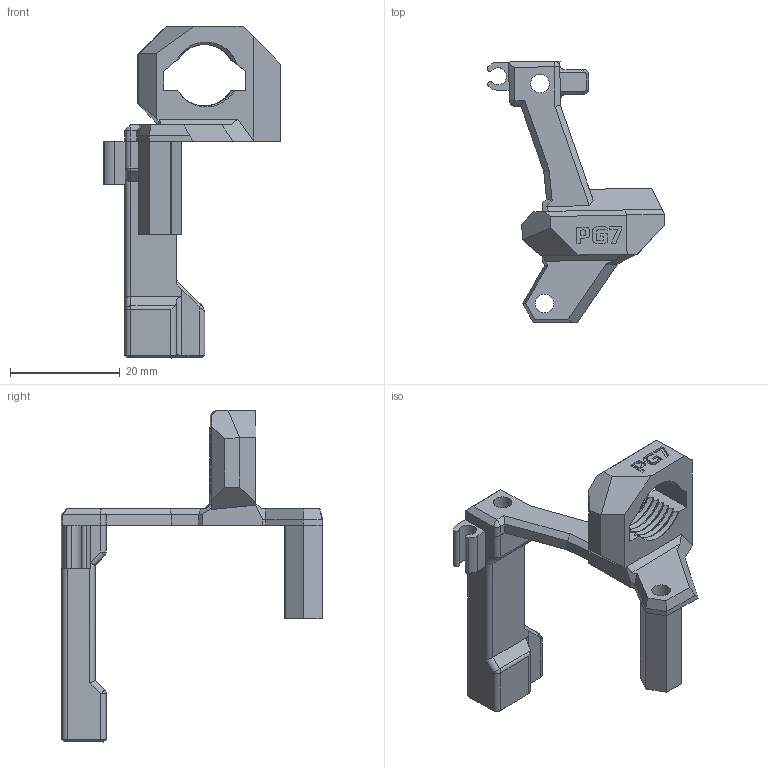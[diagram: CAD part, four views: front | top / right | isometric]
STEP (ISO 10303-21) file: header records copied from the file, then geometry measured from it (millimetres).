
FILE_DESCRIPTION(/* description */ (''),/* implementation_level */ '2;1');
FILE_NAME(/* name */ 'PG7_umbilical.step',/* time_stamp */ '2023-09-13T17:22:49-07:00',/* author */ (''),/* organization */ (''),/* preprocessor_version */ 'ST-DEVELOPER v20',/* originating_system */ 'Autodesk Translation Framework v12.9.0.99',/* authorisation */ '');
FILE_SCHEMA (('AUTOMOTIVE_DESIGN { 1 0 10303 214 3 1 1 }'));
Length unit declared in the file: millimetre
Products named in the file (4): FusionComponent; printed_spacer (1); top_spacer (1); Component4
Assembly tree (3 placements, depth 2):
  FusionComponent
    printed_spacer (1)
    top_spacer (1)
    Component4
Bounding box: 32.31 x 47.63 x 60.45 mm (x, y, z)
Volume: 6541.2 mm3; surface area: 5469.6 mm2
Topology: 3 solids, 3 shells, 261 faces, 764 edges, 511 vertices
Faces by surface type: plane 134, bspline 63, cylinder 56, cone 6, sphere 2
Full cylindrical faces by diameter (mm): 3.4 x2, 3.5 x1, 4.7 x1
Entity records: 21853 total; most frequent: CARTESIAN_POINT 15391, ORIENTED_EDGE 1524, DIRECTION 999, EDGE_CURVE 762, VERTEX_POINT 511, LINE 441, VECTOR 441, AXIS2_PLACEMENT_3D 279
